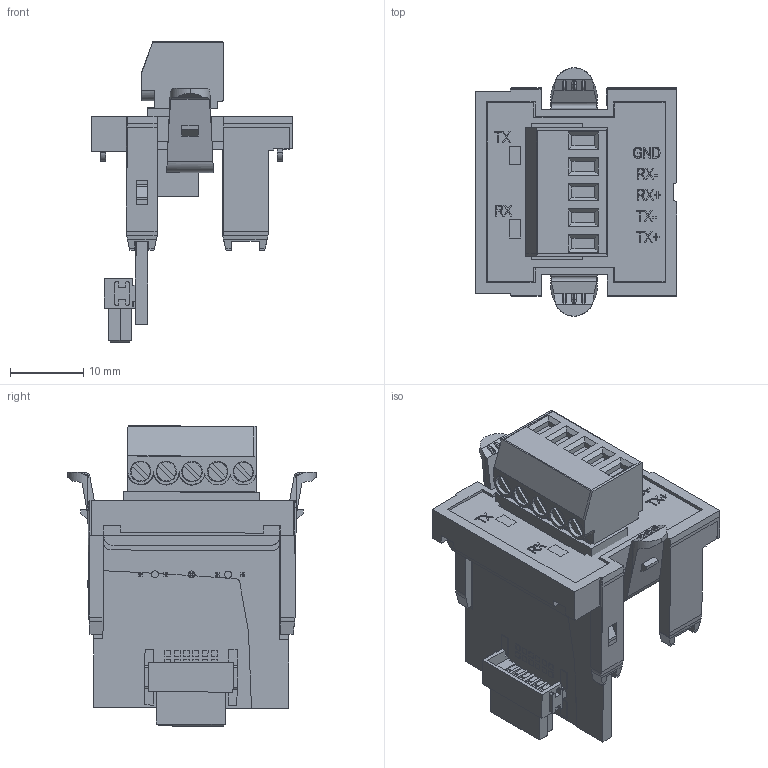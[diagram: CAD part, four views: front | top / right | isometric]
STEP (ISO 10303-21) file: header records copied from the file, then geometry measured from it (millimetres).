
FILE_DESCRIPTION (( 'STEP AP214' ), '1' );
FILE_NAME ('BX-P-SER422-TERM.STEP', '2020-01-09T13:35:01', ( '' ), ( '' ), 'SwSTEP 2.0', 'SolidWorks 2017', '' );
FILE_SCHEMA (( 'AUTOMOTIVE_DESIGN' ));
Length unit declared in the file: inch
Products named in the file (1): BX-P-SER422-TERM
Bounding box: 27.53 x 33.88 x 40.97 mm (x, y, z)
Volume: 6171.7 mm3; surface area: 10302.9 mm2
Topology: 35 solids, 35 shells, 1912 faces, 5110 edges, 3350 vertices
Faces by surface type: plane 1437, cylinder 318, bspline 150, cone 7
Entity records: 70821 total; most frequent: CARTESIAN_POINT 20304, ORIENTED_EDGE 10196, DIRECTION 8234, EDGE_CURVE 5098, LINE 4000, VECTOR 4000, VERTEX_POINT 3350, AXIS2_PLACEMENT_3D 2117
